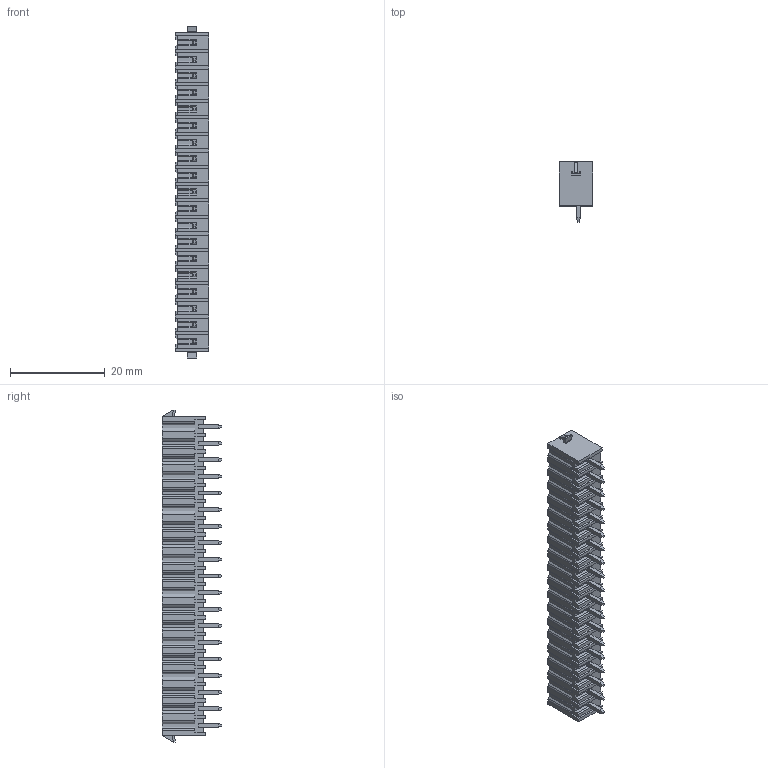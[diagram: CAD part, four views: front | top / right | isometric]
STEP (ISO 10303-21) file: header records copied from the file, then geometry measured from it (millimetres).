
FILE_DESCRIPTION((''),'2;1');
FILE_NAME('PRT0002','2024-10-12T',('sheji'),(''),'PRO/ENGINEER BY PARAMETRIC TECHNOLOGY CORPORATION, 2015240','PRO/ENGINEER BY PARAMETRIC TECHNOLOGY CORPORATION, 2015240','');
FILE_SCHEMA(('CONFIG_CONTROL_DESIGN'));
Length unit declared in the file: millimetre
Products named in the file (1): PRT0002
Bounding box: 7 x 12.6 x 70 mm (x, y, z)
Volume: 1880.6 mm3; surface area: 5878.4 mm2
Topology: 1 solids, 1 shells, 1187 faces, 3226 edges, 2100 vertices
Faces by surface type: plane 976, cylinder 173, cone 38
Entity records: 36887 total; most frequent: CARTESIAN_POINT 6950, ORIENTED_EDGE 6452, DIRECTION 5760, EDGE_CURVE 3226, VECTOR 2762, LINE 2762, VERTEX_POINT 2100, AXIS2_PLACEMENT_3D 1499
